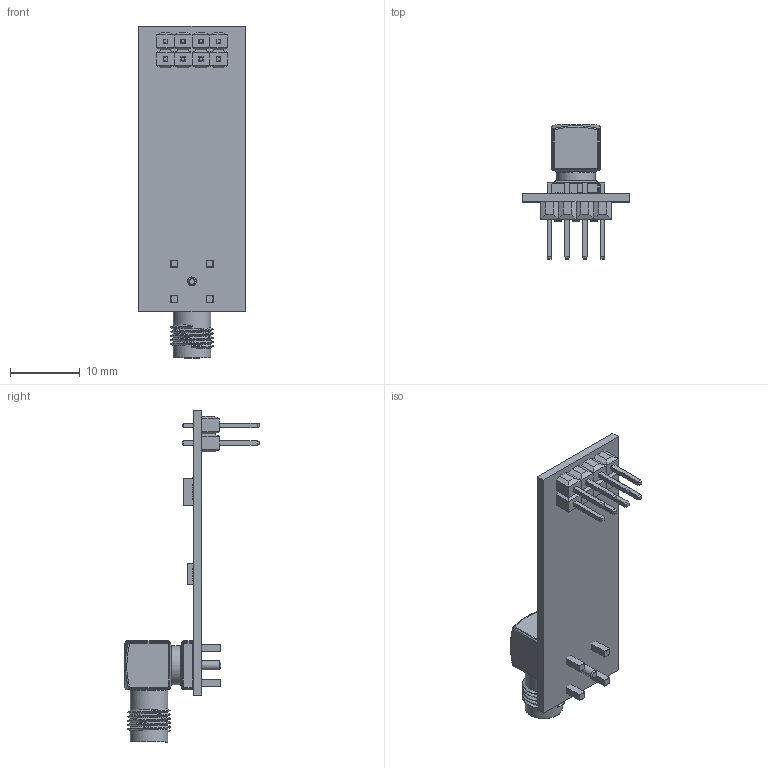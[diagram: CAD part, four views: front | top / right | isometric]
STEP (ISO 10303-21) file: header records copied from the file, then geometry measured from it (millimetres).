
FILE_DESCRIPTION(/* description */ ('STEP AP214'),/* implementation_level */ '2;1');
FILE_NAME(/* name */ 'NRF24l01_with_antenna.step',/* time_stamp */ '2024-08-26T02:48:51+06:00',/* author */ (''),/* organization */ (''),/* preprocessor_version */ 'ST-DEVELOPER v20',/* originating_system */ 'Autodesk Translation Framework v13.14.0.145',/* authorisation */ '');
FILE_SCHEMA (('AUTOMOTIVE_DESIGN { 1 0 10303 214 3 1 1 }'));
Length unit declared in the file: millimetre
Products named in the file (24): NRF24l01_with_antenna; NRF24L01_PCB; male header; NRF24L01_SMA-angled; NRF24L01-CHIP-NRF___ _________; User Library-QFN-16_3x3; User Library-QFN-16_3x3_1; User Library-QFN-16_3x3_2; User Library-QFN-16_3x3_3; User Library-QFN-16_3x3_4; User Library-QFN-16_3x3_5; User Library-QFN-16_3x3_6; User Library-QFN-16_3x3_7; User Library-QFN-16_3x3_8; User Library-QFN-16_3x3_9; User Library-QFN-16_3x3_10; User Library-QFN-16_3x3_11; User Library-QFN-16_3x3_12; User Library-QFN-16_3x3_13; User Library-QFN-16_3x3_14; User Library-QFN-16_3x3_15; User Library-QFN-16_3x3_16; User Library-QFN-16_3x3_17; User Library-QFN-16_3x3_18
Assembly tree (30 placements, depth 3):
  NRF24l01_with_antenna
    NRF24L01_PCB
    male header  x8
    NRF24L01_SMA-angled
    NRF24L01-CHIP-NRF___ _________
    User Library-QFN-16_3x3
      User Library-QFN-16_3x3_1
      User Library-QFN-16_3x3_2
      User Library-QFN-16_3x3_3
      User Library-QFN-16_3x3_4
      User Library-QFN-16_3x3_5
      User Library-QFN-16_3x3_6
      User Library-QFN-16_3x3_7
      User Library-QFN-16_3x3_8
      User Library-QFN-16_3x3_9
      User Library-QFN-16_3x3_10
      User Library-QFN-16_3x3_11
      User Library-QFN-16_3x3_12
      User Library-QFN-16_3x3_13
      User Library-QFN-16_3x3_14
      User Library-QFN-16_3x3_15
      User Library-QFN-16_3x3_16
      User Library-QFN-16_3x3_17
      User Library-QFN-16_3x3_18
Bounding box: 15.25 x 19.29 x 47.65 mm (x, y, z)
Volume: 1333 mm3; surface area: 2832.4 mm2
Topology: 29 solids, 30 shells, 987 faces, 2362 edges, 1474 vertices
Faces by surface type: plane 702, bspline 117, cylinder 106, sphere 48, torus 12, cone 2
Full cylindrical faces by diameter (mm): 0.4 x2, 0.512 x2, 0.92 x8, 1.27 x2, 4.6 x1, 5 x1, 5.02 x1, 5.022 x1, 5.4 x5, 5.5 x1, 5.6 x1
Entity records: 32557 total; most frequent: CARTESIAN_POINT 13837, ORIENTED_EDGE 3768, DIRECTION 3314, EDGE_CURVE 1884, LINE 1384, VECTOR 1384, VERTEX_POINT 1194, AXIS2_PLACEMENT_3D 965
